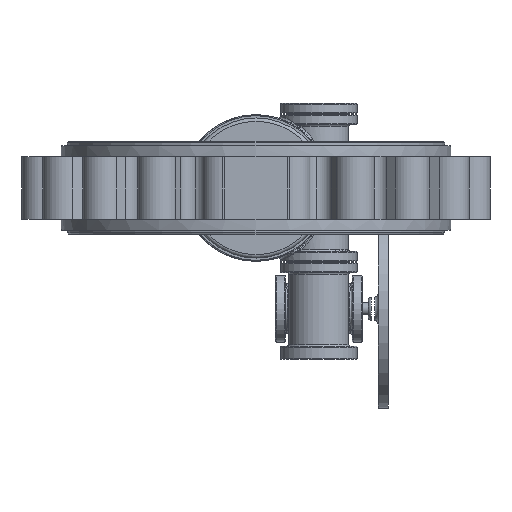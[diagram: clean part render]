
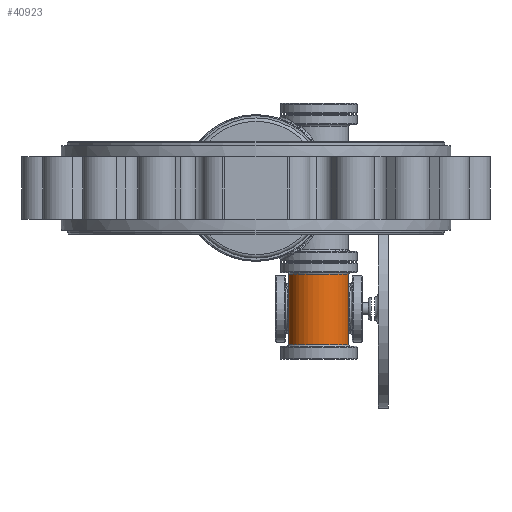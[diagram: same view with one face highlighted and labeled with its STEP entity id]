
A CAD part, front view. The second image highlights one B-rep face of the part: STEP entity #40923.
In plain terms, the highlighted cylindrical face has radius 45 mm (diameter 90 mm), a partial arc.
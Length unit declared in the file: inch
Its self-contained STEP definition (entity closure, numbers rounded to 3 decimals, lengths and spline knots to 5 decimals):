
#870 = AXIS2_PLACEMENT_3D ( 'NONE', #30506, #12501, #5642 ) ;
#1322 = EDGE_CURVE ( 'NONE', #15358, #25229, #21571, .T. ) ;
#2660 = CIRCLE ( 'NONE', #19170, 1.77165 ) ;
#3566 = ORIENTED_EDGE ( 'NONE', *, *, #6756, .T. ) ;
#3742 = AXIS2_PLACEMENT_3D ( 'NONE', #17868, #32992, #36496 ) ;
#4749 = CARTESIAN_POINT ( 'NONE',  ( 9.87511, 32.98302, 15.97423 ) ) ;
#5642 = DIRECTION ( 'NONE',  ( 1., 0., 0. ) ) ;
#6756 = EDGE_CURVE ( 'NONE', #29200, #15358, #40773, .T. ) ;
#7543 = EDGE_CURVE ( 'NONE', #9747, #25229, #23847, .T. ) ;
#9747 = VERTEX_POINT ( 'NONE', #25217 ) ;
#10451 = VECTOR ( 'NONE', #29607, 39.37008 ) ;
#11595 = DIRECTION ( 'NONE',  ( 0., 0., 1. ) ) ;
#12501 = DIRECTION ( 'NONE',  ( 0., 0., 1. ) ) ;
#15358 = VERTEX_POINT ( 'NONE', #4749 ) ;
#17868 = CARTESIAN_POINT ( 'NONE',  ( 8.10345, 32.98302, 15.97423 ) ) ;
#19170 = AXIS2_PLACEMENT_3D ( 'NONE', #30620, #11595, #36797 ) ;
#20891 = CARTESIAN_POINT ( 'NONE',  ( 6.3318, 32.98302, 15.97423 ) ) ;
#21571 = CIRCLE ( 'NONE', #3742, 1.77165 ) ;
#22453 = EDGE_LOOP ( 'NONE', ( #28065, #36080, #3566, #39798 ) ) ;
#23847 = LINE ( 'NONE', #38905, #10451 ) ;
#24298 = FACE_OUTER_BOUND ( 'NONE', #22453, .T. ) ;
#25217 = CARTESIAN_POINT ( 'NONE',  ( 6.3318, 32.98302, 11.801 ) ) ;
#25229 = VERTEX_POINT ( 'NONE', #20891 ) ;
#28065 = ORIENTED_EDGE ( 'NONE', *, *, #7543, .F. ) ;
#29200 = VERTEX_POINT ( 'NONE', #36069 ) ;
#29607 = DIRECTION ( 'NONE',  ( 0., 0., 1. ) ) ;
#30506 = CARTESIAN_POINT ( 'NONE',  ( 8.10345, 32.98302, 11.72226 ) ) ;
#30620 = CARTESIAN_POINT ( 'NONE',  ( 8.10345, 32.98302, 11.801 ) ) ;
#32992 = DIRECTION ( 'NONE',  ( 0., 0., -1. ) ) ;
#34972 = EDGE_CURVE ( 'NONE', #9747, #29200, #2660, .T. ) ;
#36069 = CARTESIAN_POINT ( 'NONE',  ( 9.87511, 32.98302, 11.801 ) ) ;
#36080 = ORIENTED_EDGE ( 'NONE', *, *, #34972, .T. ) ;
#36487 = CYLINDRICAL_SURFACE ( 'NONE', #870, 1.77165 ) ;
#36496 = DIRECTION ( 'NONE',  ( -1., 0., 0. ) ) ;
#36574 = DIRECTION ( 'NONE',  ( 0., 0., 1. ) ) ;
#36797 = DIRECTION ( 'NONE',  ( -1., 0., 0. ) ) ;
#38905 = CARTESIAN_POINT ( 'NONE',  ( 6.3318, 32.98302, 11.72226 ) ) ;
#39798 = ORIENTED_EDGE ( 'NONE', *, *, #1322, .T. ) ;
#40073 = CARTESIAN_POINT ( 'NONE',  ( 9.87511, 32.98302, 11.72226 ) ) ;
#40773 = LINE ( 'NONE', #40073, #40848 ) ;
#40848 = VECTOR ( 'NONE', #36574, 39.37008 ) ;
#40923 = ADVANCED_FACE ( 'NONE', ( #24298 ), #36487, .T. ) ;
